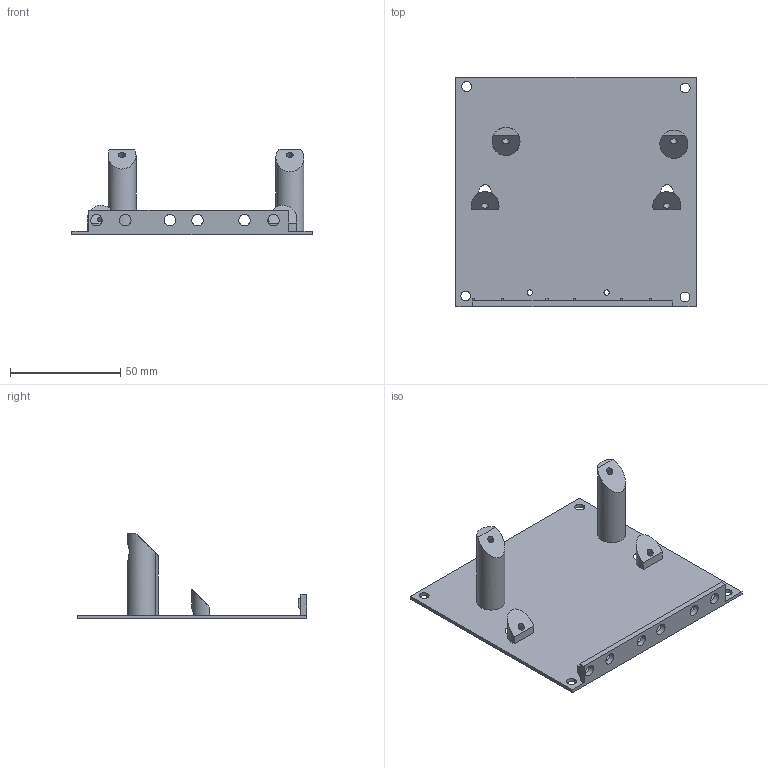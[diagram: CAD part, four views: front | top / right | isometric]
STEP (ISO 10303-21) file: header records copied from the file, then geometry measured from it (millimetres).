
FILE_DESCRIPTION(/* description */ ('Unknown'),/* implementation_level */ '2;1');
FILE_NAME(/* name */ 'Retrofit-board',/* time_stamp */ '2023-11-16T20:40:55+00:00',/* author */ ('Unknown'),/* organization */ ('Unknown'),/* preprocessor_version */ 'ST-DEVELOPER v18.1',/* originating_system */ 'Solid Edge',/* authorisation */ 'Unknown');
FILE_SCHEMA (('AUTOMOTIVE_DESIGN {1 0 10303 214 3 1 1}'));
Length unit declared in the file: millimetre
Products named in the file (1): Retrofit-board
Bounding box: 109.12 x 104 x 38.95 mm (x, y, z)
Volume: 28900.2 mm3; surface area: 28777.7 mm2
Topology: 1 solids, 1 shells, 77 faces, 209 edges, 139 vertices
Faces by surface type: plane 53, cylinder 24
Full cylindrical faces by diameter (mm): 2.438 x2, 3.175 x4, 4.445 x4, 5.2 x6, 5.842 x3, 12.7 x2
Entity records: 2336 total; most frequent: CARTESIAN_POINT 429, DIRECTION 378, ORIENTED_EDGE 346, EDGE_CURVE 173, EDGE_LOOP 139, FACE_BOUND 139, AXIS2_PLACEMENT_3D 131, VERTEX_POINT 124
